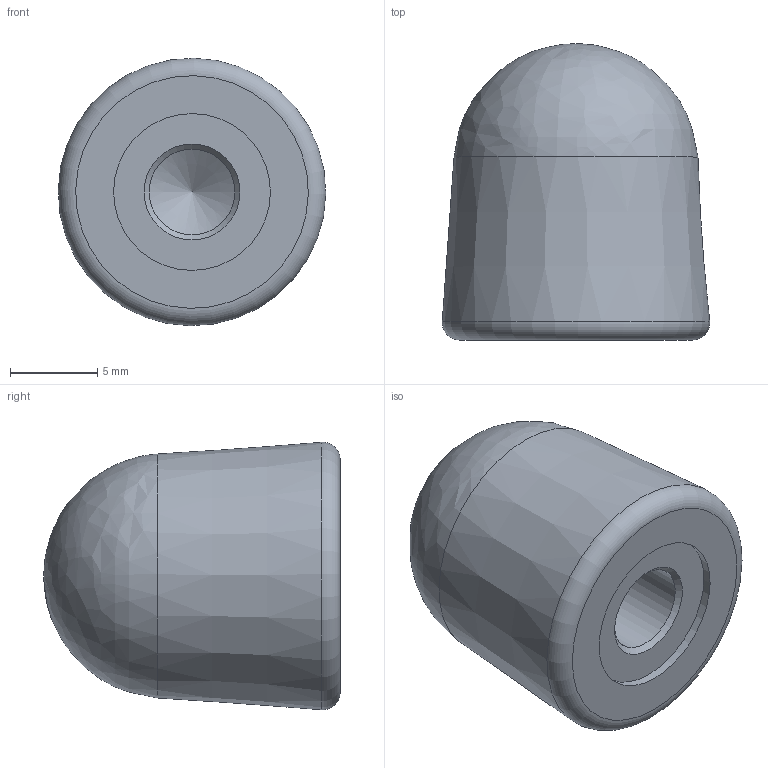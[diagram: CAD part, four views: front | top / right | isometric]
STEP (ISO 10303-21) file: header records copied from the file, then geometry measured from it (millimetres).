
FILE_DESCRIPTION(/* description */ (''),/* implementation_level */ '2;1');
FILE_NAME(/* name */ 'NR6.stp',/* time_stamp */ '2021-10-29T11:46:45+01:00',/* author */ ('Sandfield Engineering'),/* organization */ ('Sandfield Engineering'),/* preprocessor_version */ 'ST-DEVELOPER v18.1',/* originating_system */ 'Autodesk Inventor 2021',/* authorisation */ '');
FILE_SCHEMA (('AUTOMOTIVE_DESIGN { 1 0 10303 214 3 1 1 }'));
Length unit declared in the file: millimetre
Products named in the file (1): NR6
Bounding box: 15.35 x 17 x 15.35 mm (x, y, z)
Volume: 2237.3 mm3; surface area: 1077.3 mm2
Topology: 1 solids, 1 shells, 9 faces, 25 edges, 18 vertices
Faces by surface type: cone 3, cylinder 2, plane 2, torus 1, bspline 1
Full cylindrical faces by diameter (mm): 4.917 x1, 9 x1
Entity records: 374 total; most frequent: CARTESIAN_POINT 77, DIRECTION 59, ORIENTED_EDGE 46, AXIS2_PLACEMENT_3D 27, EDGE_CURVE 23, CIRCLE 18, VERTEX_POINT 18, EDGE_LOOP 11
